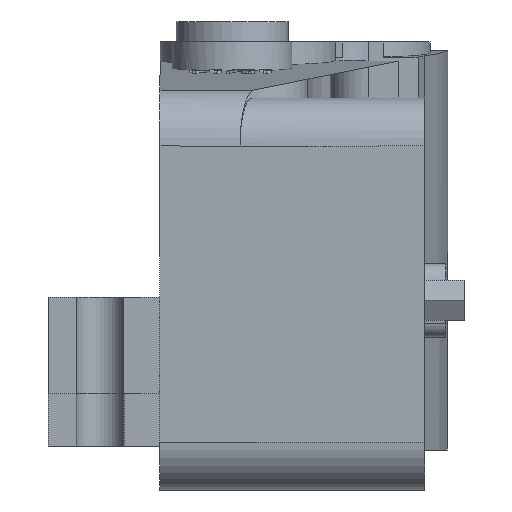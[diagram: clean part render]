
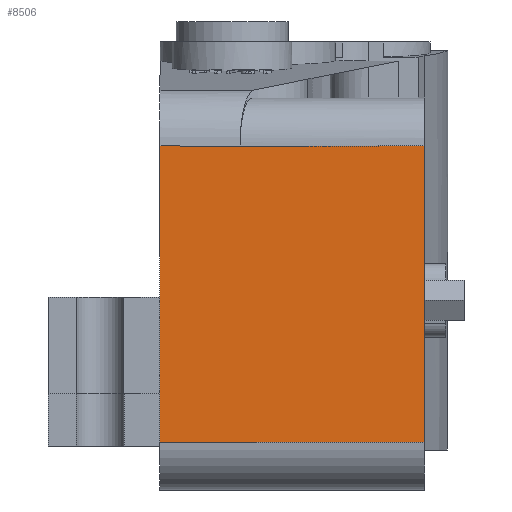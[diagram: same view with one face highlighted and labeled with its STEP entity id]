
A CAD part, left-side view. The second image highlights one B-rep face of the part: STEP entity #8506.
In plain terms, the highlighted planar face has unit normal (-1, 0, 0).
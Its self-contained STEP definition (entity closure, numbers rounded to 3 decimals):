
#7007=CARTESIAN_POINT('',(-133.2,-10.,43.0));
#7008=VERTEX_POINT('',#7007);
#8200=CARTESIAN_POINT('',(-133.2,0.0,6.));
#8201=VERTEX_POINT('',#8200);
#8209=CARTESIAN_POINT('',(-133.2,0.0,43.));
#8210=VERTEX_POINT('',#8209);
#8211=CARTESIAN_POINT('',(-133.2,0.0,6.));
#8212=DIRECTION('',(0.0,0.0,1.0));
#8213=VECTOR('',#8212,37.);
#8214=LINE('',#8211,#8213);
#8215=EDGE_CURVE('',#8201,#8210,#8214,.T.);
#8361=CARTESIAN_POINT('',(-133.2,-33.0,43.));
#8362=VERTEX_POINT('',#8361);
#8363=CARTESIAN_POINT('',(-133.2,-10.,43.));
#8364=DIRECTION('',(0.0,-1.0,0.0));
#8365=VECTOR('',#8364,23.);
#8366=LINE('',#8363,#8365);
#8367=EDGE_CURVE('',#7008,#8362,#8366,.T.);
#8417=CARTESIAN_POINT('',(-133.2,-33.0,6.));
#8418=VERTEX_POINT('',#8417);
#8419=CARTESIAN_POINT('',(-133.2,-33.0,6.));
#8420=DIRECTION('',(0.0,0.0,1.0));
#8421=VECTOR('',#8420,37.);
#8422=LINE('',#8419,#8421);
#8423=EDGE_CURVE('',#8418,#8362,#8422,.T.);
#8484=CARTESIAN_POINT('',(-133.2,0.0,6.));
#8485=DIRECTION('',(-1.0,0.0,0.0));
#8486=DIRECTION('',(0.0,0.0,1.0));
#8487=AXIS2_PLACEMENT_3D('',#8484,#8485,#8486);
#8488=PLANE('',#8487);
#8489=ORIENTED_EDGE('',*,*,#8423,.T.);
#8490=ORIENTED_EDGE('',*,*,#8367,.F.);
#8491=CARTESIAN_POINT('',(-133.2,0.0,43.));
#8492=DIRECTION('',(0.0,-1.0,0.0));
#8493=VECTOR('',#8492,10.);
#8494=LINE('',#8491,#8493);
#8495=EDGE_CURVE('',#8210,#7008,#8494,.T.);
#8496=ORIENTED_EDGE('',*,*,#8495,.F.);
#8497=ORIENTED_EDGE('',*,*,#8215,.F.);
#8498=CARTESIAN_POINT('',(-133.2,0.0,6.));
#8499=DIRECTION('',(0.0,-1.0,0.0));
#8500=VECTOR('',#8499,33.0);
#8501=LINE('',#8498,#8500);
#8502=EDGE_CURVE('',#8201,#8418,#8501,.T.);
#8503=ORIENTED_EDGE('',*,*,#8502,.T.);
#8504=EDGE_LOOP('',(#8489,#8490,#8496,#8497,#8503));
#8505=FACE_OUTER_BOUND('',#8504,.T.);
#8506=ADVANCED_FACE('',(#8505),#8488,.T.);
